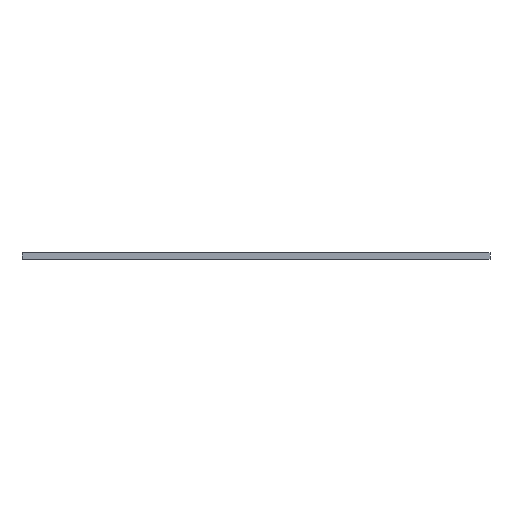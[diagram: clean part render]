
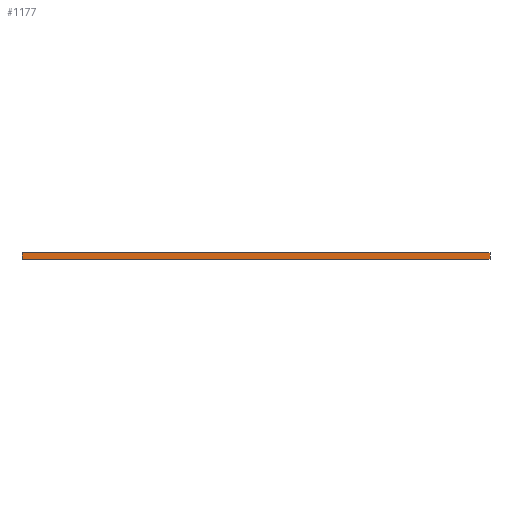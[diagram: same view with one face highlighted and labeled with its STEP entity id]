
A CAD part, front view. The second image highlights one B-rep face of the part: STEP entity #1177.
In plain terms, the highlighted planar face has unit normal (0, -1, 0).
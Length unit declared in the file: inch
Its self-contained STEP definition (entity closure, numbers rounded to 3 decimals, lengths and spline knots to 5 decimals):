
#1061=CARTESIAN_POINT('',(0.0,0.0,0.0));
#1062=VERTEX_POINT('',#1061);
#1069=CARTESIAN_POINT('',(0.0,0.0,0.11811));
#1070=VERTEX_POINT('',#1069);
#1071=CARTESIAN_POINT('',(0.0,0.0,0.0));
#1072=DIRECTION('',(0.0,0.0,1.0));
#1073=VECTOR('',#1072,0.11811);
#1074=LINE('',#1071,#1073);
#1075=EDGE_CURVE('',#1062,#1070,#1074,.T.);
#1130=CARTESIAN_POINT('',(8.0,0.,0.0));
#1131=VERTEX_POINT('',#1130);
#1139=CARTESIAN_POINT('',(8.0,0.,0.11811));
#1140=VERTEX_POINT('',#1139);
#1147=CARTESIAN_POINT('',(8.0,0.,0.0));
#1148=DIRECTION('',(0.0,0.0,1.0));
#1149=VECTOR('',#1148,0.11811);
#1150=LINE('',#1147,#1149);
#1151=EDGE_CURVE('',#1131,#1140,#1150,.T.);
#1156=CARTESIAN_POINT('',(0.0,0.0,0.0));
#1157=DIRECTION('',(0.0,-1.0,0.0));
#1158=DIRECTION('',(1.0,0.0,0.0));
#1159=AXIS2_PLACEMENT_3D('',#1156,#1157,#1158);
#1160=PLANE('',#1159);
#1161=CARTESIAN_POINT('',(0.0,0.0,0.0));
#1162=DIRECTION('',(1.0,0.0,0.0));
#1163=VECTOR('',#1162,8.0);
#1164=LINE('',#1161,#1163);
#1165=EDGE_CURVE('',#1062,#1131,#1164,.T.);
#1166=ORIENTED_EDGE('',*,*,#1165,.T.);
#1167=ORIENTED_EDGE('',*,*,#1151,.T.);
#1168=CARTESIAN_POINT('',(0.0,0.0,0.11811));
#1169=DIRECTION('',(1.0,0.0,0.0));
#1170=VECTOR('',#1169,8.0);
#1171=LINE('',#1168,#1170);
#1172=EDGE_CURVE('',#1070,#1140,#1171,.T.);
#1173=ORIENTED_EDGE('',*,*,#1172,.F.);
#1174=ORIENTED_EDGE('',*,*,#1075,.F.);
#1175=EDGE_LOOP('',(#1166,#1167,#1173,#1174));
#1176=FACE_OUTER_BOUND('',#1175,.T.);
#1177=ADVANCED_FACE('',(#1176),#1160,.T.);
